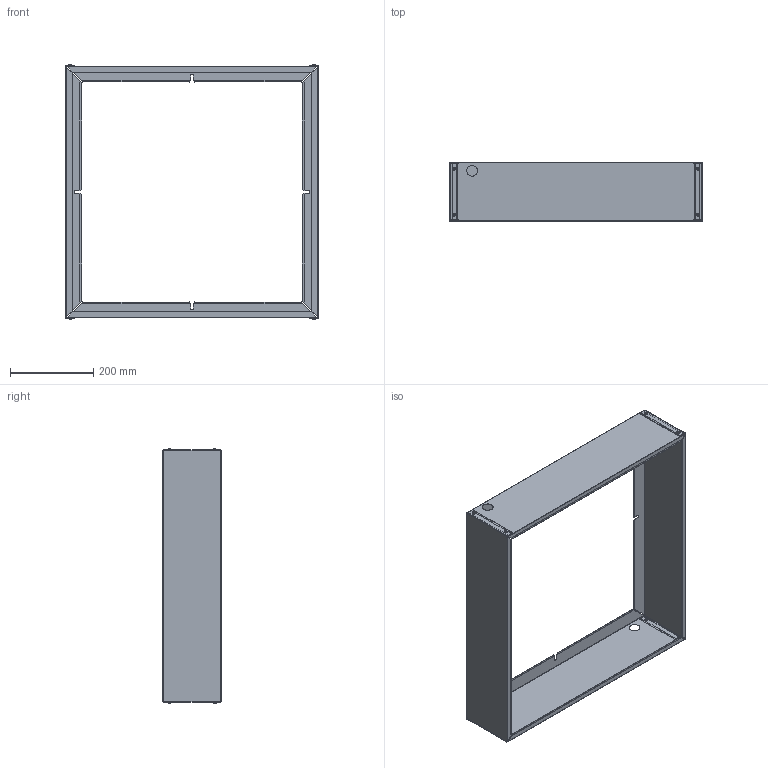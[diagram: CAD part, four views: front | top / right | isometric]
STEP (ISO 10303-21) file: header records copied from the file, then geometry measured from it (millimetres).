
FILE_DESCRIPTION (( 'STEP AP203' ), '1' );
FILE_NAME ('GPS-042_ASA-01_STEP.STEP', '2023-03-02T20:50:54', ( '' ), ( '' ), 'SwSTEP 2.0', 'SolidWorks 2021', '' );
FILE_SCHEMA (( 'CONFIG_CONTROL_DESIGN' ));
Length unit declared in the file: millimetre
Products named in the file (4): ASA-01 SIDE 1; 94387A239_JIS Steel Pan Head Screws_94387A239; ASA-01 SIDE 2; GPS-042_ASA-01_STEP
Assembly tree (12 placements, depth 2):
  GPS-042_ASA-01_STEP
    ASA-01 SIDE 1  x2
    ASA-01 SIDE 2  x2
    94387A239_JIS Steel Pan Head Screws_94387A239  x8
Bounding box: 607.43 x 141 x 612.98 mm (x, y, z)
Volume: 247631.1 mm3; surface area: 992156.9 mm2
Topology: 12 solids, 12 shells, 808 faces, 2024 edges, 1248 vertices
Faces by surface type: plane 412, cylinder 268, cone 48, bspline 32, torus 32, sphere 16
Entity records: 8976 total; most frequent: CARTESIAN_POINT 2760, ORIENTED_EDGE 1160, DIRECTION 1152, EDGE_CURVE 580, AXIS2_PLACEMENT_3D 388, LINE 376, VECTOR 376, VERTEX_POINT 342
